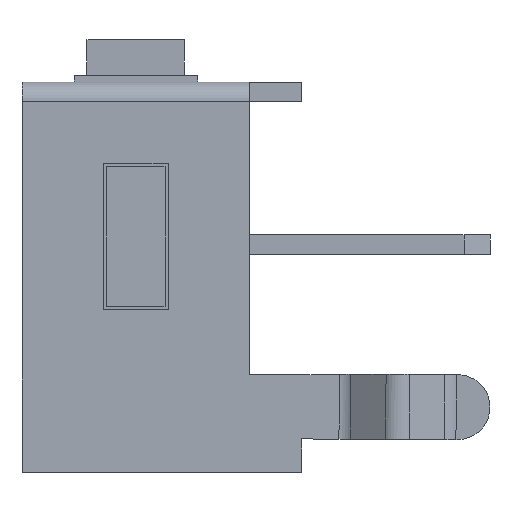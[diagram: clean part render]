
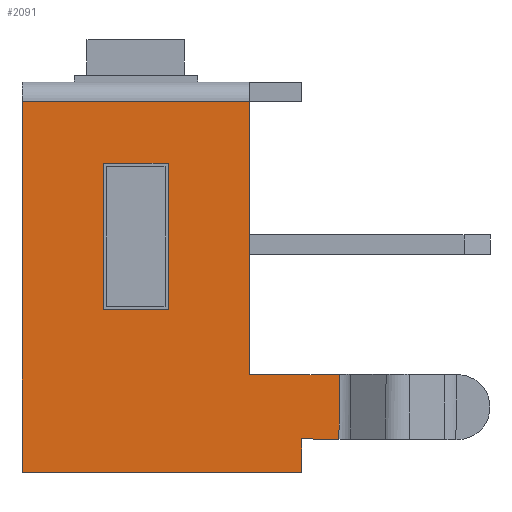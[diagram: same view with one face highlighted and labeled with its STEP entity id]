
A CAD part, left-side view. The second image highlights one B-rep face of the part: STEP entity #2091.
In plain terms, the highlighted planar face has unit normal (-1, 0, 0).
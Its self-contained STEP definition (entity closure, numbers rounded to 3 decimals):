
#72=FACE_BOUND('',#290,.T.);
#175=FACE_OUTER_BOUND('',#289,.T.);
#289=EDGE_LOOP('',(#1701,#1702,#1703,#1704,#1705,#1706,#1707,#1708));
#290=EDGE_LOOP('',(#1709,#1710,#1711,#1712));
#407=LINE('',#2995,#665);
#411=LINE('',#3003,#669);
#414=LINE('',#3009,#672);
#417=LINE('',#3014,#675);
#456=LINE('',#3123,#714);
#465=LINE('',#3140,#723);
#510=LINE('',#3263,#768);
#511=LINE('',#3265,#769);
#512=LINE('',#3267,#770);
#513=LINE('',#3269,#771);
#514=LINE('',#3271,#772);
#515=LINE('',#3272,#773);
#665=VECTOR('',#2427,10.);
#669=VECTOR('',#2433,10.);
#672=VECTOR('',#2438,10.);
#675=VECTOR('',#2443,10.);
#714=VECTOR('',#2536,10.);
#723=VECTOR('',#2555,10.);
#768=VECTOR('',#2670,10.);
#769=VECTOR('',#2671,10.);
#770=VECTOR('',#2672,10.);
#771=VECTOR('',#2673,10.);
#772=VECTOR('',#2674,10.);
#773=VECTOR('',#2675,10.);
#899=VERTEX_POINT('',#2993);
#900=VERTEX_POINT('',#2994);
#903=VERTEX_POINT('',#3002);
#905=VERTEX_POINT('',#3008);
#948=VERTEX_POINT('',#3120);
#949=VERTEX_POINT('',#3122);
#952=VERTEX_POINT('',#3138);
#995=VERTEX_POINT('',#3262);
#996=VERTEX_POINT('',#3264);
#997=VERTEX_POINT('',#3266);
#998=VERTEX_POINT('',#3268);
#999=VERTEX_POINT('',#3270);
#1119=EDGE_CURVE('',#899,#900,#407,.T.);
#1123=EDGE_CURVE('',#900,#903,#411,.T.);
#1126=EDGE_CURVE('',#903,#905,#414,.T.);
#1129=EDGE_CURVE('',#905,#899,#417,.T.);
#1183=EDGE_CURVE('',#949,#948,#456,.T.);
#1193=EDGE_CURVE('',#952,#948,#465,.T.);
#1253=EDGE_CURVE('',#995,#952,#510,.T.);
#1254=EDGE_CURVE('',#996,#995,#511,.T.);
#1255=EDGE_CURVE('',#996,#997,#512,.T.);
#1256=EDGE_CURVE('',#998,#997,#513,.T.);
#1257=EDGE_CURVE('',#999,#998,#514,.T.);
#1258=EDGE_CURVE('',#949,#999,#515,.T.);
#1701=ORIENTED_EDGE('',*,*,#1193,.F.);
#1702=ORIENTED_EDGE('',*,*,#1253,.F.);
#1703=ORIENTED_EDGE('',*,*,#1254,.F.);
#1704=ORIENTED_EDGE('',*,*,#1255,.T.);
#1705=ORIENTED_EDGE('',*,*,#1256,.F.);
#1706=ORIENTED_EDGE('',*,*,#1257,.F.);
#1707=ORIENTED_EDGE('',*,*,#1258,.F.);
#1708=ORIENTED_EDGE('',*,*,#1183,.T.);
#1709=ORIENTED_EDGE('',*,*,#1119,.T.);
#1710=ORIENTED_EDGE('',*,*,#1123,.T.);
#1711=ORIENTED_EDGE('',*,*,#1126,.T.);
#1712=ORIENTED_EDGE('',*,*,#1129,.T.);
#1985=PLANE('',#2246);
#2091=ADVANCED_FACE('',(#175,#72),#1985,.T.);
#2246=AXIS2_PLACEMENT_3D('',#3261,#2668,#2669);
#2427=DIRECTION('',(0.,1.,0.));
#2433=DIRECTION('',(0.,0.,1.));
#2438=DIRECTION('',(0.,-1.,0.));
#2443=DIRECTION('',(0.,0.,-1.));
#2536=DIRECTION('',(0.,-1.,-0.004));
#2555=DIRECTION('',(0.,0.004,-1.));
#2668=DIRECTION('center_axis',(-1.,0.,0.));
#2669=DIRECTION('ref_axis',(0.,0.,1.));
#2670=DIRECTION('',(0.,-1.,0.));
#2671=DIRECTION('',(0.,0.,-1.));
#2672=DIRECTION('',(0.,1.,0.));
#2673=DIRECTION('',(0.,0.,1.));
#2674=DIRECTION('',(0.,1.,0.));
#2675=DIRECTION('',(0.,0.,-1.));
#2993=CARTESIAN_POINT('',(-3.65,1.25,-3.5));
#2994=CARTESIAN_POINT('',(-3.65,2.25,-3.5));
#2995=CARTESIAN_POINT('',(-3.65,1.125,-3.5));
#3002=CARTESIAN_POINT('',(-3.65,2.25,-1.25));
#3003=CARTESIAN_POINT('',(-3.65,2.25,-3.625));
#3008=CARTESIAN_POINT('',(-3.65,1.25,-1.25));
#3009=CARTESIAN_POINT('',(-3.65,0.625,-1.25));
#3014=CARTESIAN_POINT('',(-3.65,1.25,-4.75));
#3120=CARTESIAN_POINT('',(-3.65,-1.376,-5.492));
#3122=CARTESIAN_POINT('',(-3.65,-0.8,-5.49));
#3123=CARTESIAN_POINT('',(-3.65,-0.8,-5.49));
#3138=CARTESIAN_POINT('',(-3.65,-1.381,-4.5));
#3140=CARTESIAN_POINT('',(-3.65,-1.375,-5.749));
#3261=CARTESIAN_POINT('Origin',(-3.65,0.,-6.));
#3262=CARTESIAN_POINT('',(-3.65,0.,-4.5));
#3263=CARTESIAN_POINT('',(-3.65,0.,-4.5));
#3264=CARTESIAN_POINT('',(-3.65,0.,-0.3));
#3265=CARTESIAN_POINT('',(-3.65,0.,0.));
#3266=CARTESIAN_POINT('',(-3.65,3.5,-0.3));
#3267=CARTESIAN_POINT('',(-3.65,0.,-0.3));
#3268=CARTESIAN_POINT('',(-3.65,3.5,-6.));
#3269=CARTESIAN_POINT('',(-3.65,3.5,0.));
#3270=CARTESIAN_POINT('',(-3.65,-0.8,-6.));
#3271=CARTESIAN_POINT('',(-3.65,0.,-6.));
#3272=CARTESIAN_POINT('',(-3.65,-0.8,0.));
